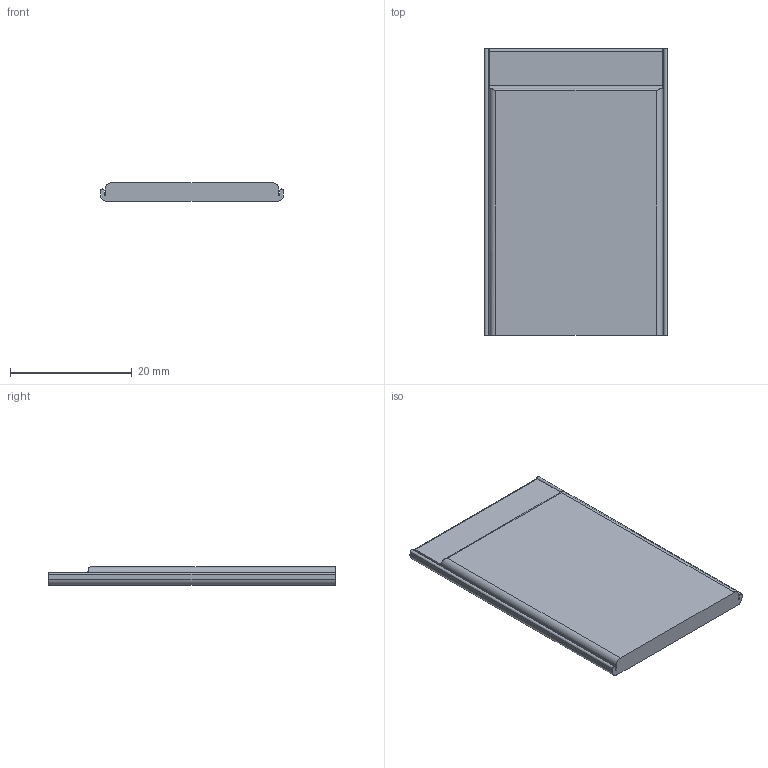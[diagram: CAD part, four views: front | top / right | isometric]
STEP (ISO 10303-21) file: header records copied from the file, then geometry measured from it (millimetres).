
FILE_DESCRIPTION (( 'STEP AP214' ), '1' );
FILE_NAME ('Li-Pol_043048_3x30x47_700mAh.STEP', '2021-02-06T12:17:54', ( 'Elessar' ), ( '' ), 'SwSTEP 2.0', 'SolidWorks 2018', '' );
FILE_SCHEMA (( 'AUTOMOTIVE_DESIGN' ));
Length unit declared in the file: millimetre
Products named in the file (1): Li-Pol_043048_3x30x47_700mAh
Bounding box: 30 x 47 x 3 mm (x, y, z)
Volume: 3909.7 mm3; surface area: 3329.3 mm2
Topology: 1 solids, 1 shells, 25 faces, 67 edges, 44 vertices
Faces by surface type: cylinder 13, plane 12
Entity records: 892 total; most frequent: CARTESIAN_POINT 161, DIRECTION 137, ORIENTED_EDGE 134, EDGE_CURVE 67, AXIS2_PLACEMENT_3D 48, VERTEX_POINT 44, LINE 41, VECTOR 41
